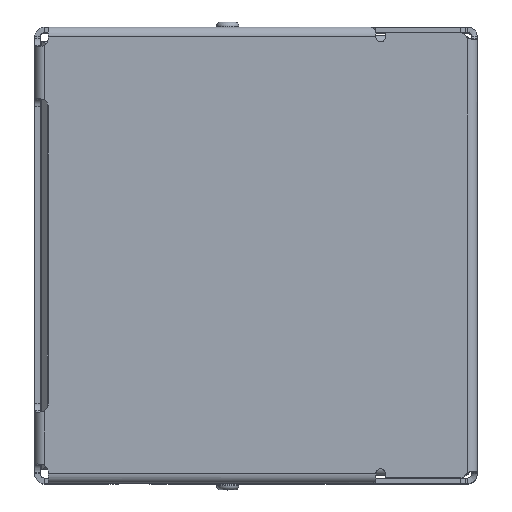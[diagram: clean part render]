
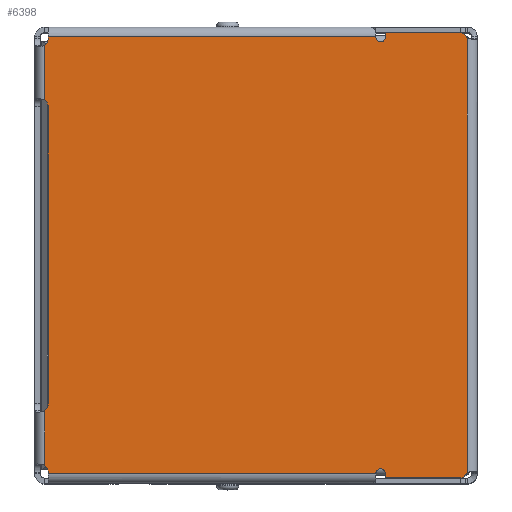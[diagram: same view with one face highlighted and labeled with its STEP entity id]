
A CAD part, top view. The second image highlights one B-rep face of the part: STEP entity #6398.
In plain terms, the highlighted planar face has unit normal (0, 0, 1).
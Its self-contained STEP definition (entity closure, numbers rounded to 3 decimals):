
#443=CARTESIAN_POINT('',(-15.2,-5.549,12.6));
#445=DIRECTION('',(0.,-1.,0.));
#446=VECTOR('',#445,1.953);
#447=CARTESIAN_POINT('',(-15.2,-5.549,12.6));
#448=LINE('',#447,#446);
#503=DIRECTION('',(0.,-1.,0.));
#504=VECTOR('',#503,1.953);
#505=CARTESIAN_POINT('',(-15.2,7.501,12.6));
#506=LINE('',#505,#504);
#531=DIRECTION('',(0.,-1.,0.));
#532=VECTOR('',#531,10.6);
#533=CARTESIAN_POINT('',(-15.068,5.3,12.6));
#534=LINE('',#533,#532);
#535=CARTESIAN_POINT('',(-15.368,5.3,12.6));
#536=DIRECTION('',(0.,0.,-1.));
#537=DIRECTION('',(0.559,0.829,0.));
#538=AXIS2_PLACEMENT_3D('',#535,#536,#537);
#540=CARTESIAN_POINT('',(-15.368,7.75,12.6));
#541=DIRECTION('',(0.,0.,-1.));
#542=DIRECTION('',(1.,0.,0.));
#543=AXIS2_PLACEMENT_3D('',#540,#541,#542);
#545=CARTESIAN_POINT('',(-3.2,7.8,12.6));
#546=DIRECTION('',(0.,0.,-1.));
#547=DIRECTION('',(1.,0.,0.));
#548=AXIS2_PLACEMENT_3D('',#545,#546,#547);
#550=CARTESIAN_POINT('',(-0.375,7.7,12.6));
#551=DIRECTION('',(0.,0.,1.));
#552=DIRECTION('',(0.839,0.544,0.));
#553=AXIS2_PLACEMENT_3D('',#550,#551,#552);
#555=CARTESIAN_POINT('',(0.086,8.,12.6));
#556=DIRECTION('',(0.,0.,-1.));
#557=DIRECTION('',(-0.619,-0.786,0.));
#558=AXIS2_PLACEMENT_3D('',#555,#556,#557);
#560=CARTESIAN_POINT('',(0.086,-8.,12.6));
#561=DIRECTION('',(0.,0.,-1.));
#562=DIRECTION('',(-0.839,0.544,0.));
#563=AXIS2_PLACEMENT_3D('',#560,#561,#562);
#565=CARTESIAN_POINT('',(-0.375,-7.7,12.6));
#566=DIRECTION('',(0.,0.,1.));
#567=DIRECTION('',(0.,-1.,0.));
#568=AXIS2_PLACEMENT_3D('',#565,#566,#567);
#570=CARTESIAN_POINT('',(-3.2,-7.8,12.6));
#571=DIRECTION('',(0.,0.,-1.));
#572=DIRECTION('',(-1.,0.,0.));
#573=AXIS2_PLACEMENT_3D('',#570,#571,#572);
#575=CARTESIAN_POINT('',(-15.368,-7.75,12.6));
#576=DIRECTION('',(0.,0.,-1.));
#577=DIRECTION('',(0.559,0.829,0.));
#578=AXIS2_PLACEMENT_3D('',#575,#576,#577);
#580=CARTESIAN_POINT('',(-15.368,-5.3,12.6));
#581=DIRECTION('',(0.,0.,-1.));
#582=DIRECTION('',(1.,0.,0.));
#583=AXIS2_PLACEMENT_3D('',#580,#581,#582);
#589=DIRECTION('',(0.,-1.,0.));
#590=VECTOR('',#589,0.05);
#591=CARTESIAN_POINT('',(-15.068,7.8,12.6));
#592=LINE('',#591,#590);
#723=DIRECTION('',(0.,-1.,0.));
#724=VECTOR('',#723,0.15);
#725=CARTESIAN_POINT('',(-3.025,7.95,12.6));
#726=LINE('',#725,#724);
#731=DIRECTION('',(1.,0.,0.));
#732=VECTOR('',#731,2.65);
#733=CARTESIAN_POINT('',(-3.025,7.95,12.6));
#734=LINE('',#733,#732);
#919=DIRECTION('',(0.,-1.,0.));
#920=VECTOR('',#919,0.05);
#921=CARTESIAN_POINT('',(-15.068,-7.75,12.6));
#922=LINE('',#921,#920);
#949=DIRECTION('',(1.,0.,0.));
#950=VECTOR('',#949,11.692);
#951=CARTESIAN_POINT('',(-15.068,-7.8,12.6));
#952=LINE('',#951,#950);
#1061=DIRECTION('',(0.,-1.,0.));
#1062=VECTOR('',#1061,0.15);
#1063=CARTESIAN_POINT('',(-3.025,-7.8,12.6));
#1064=LINE('',#1063,#1062);
#1077=DIRECTION('',(1.,0.,0.));
#1078=VECTOR('',#1077,2.65);
#1079=CARTESIAN_POINT('',(-3.025,-7.95,12.6));
#1080=LINE('',#1079,#1078);
#1127=CARTESIAN_POINT('',(-0.1,-7.764,12.6));
#1129=DIRECTION('',(0.,1.,0.));
#1130=VECTOR('',#1129,15.529);
#1131=CARTESIAN_POINT('',(-0.1,-7.764,12.6));
#1132=LINE('',#1131,#1130);
#4217=DIRECTION('',(-1.,0.,0.));
#4218=VECTOR('',#4217,11.692);
#4219=CARTESIAN_POINT('',(-3.375,7.8,12.6));
#4220=LINE('',#4219,#4218);
#4939=VERTEX_POINT('',#1127);
#4940=CARTESIAN_POINT('',(-0.1,7.764,
12.6));
#4941=VERTEX_POINT('',#4940);
#4948=CARTESIAN_POINT('',(-0.166,-7.837,12.6));
#4949=VERTEX_POINT('',#4948);
#5126=CARTESIAN_POINT('',(-15.2,-7.501,12.6));
#5127=VERTEX_POINT('',#5126);
#5128=VERTEX_POINT('',#443);
#5129=CARTESIAN_POINT('',(-15.068,-5.3,12.6));
#5130=VERTEX_POINT('',#5129);
#5131=CARTESIAN_POINT('',(-15.068,5.3,12.6));
#5132=VERTEX_POINT('',#5131);
#5133=CARTESIAN_POINT('',(-15.2,5.549,12.6));
#5134=VERTEX_POINT('',#5133);
#5135=CARTESIAN_POINT('',(-15.2,7.501,12.6));
#5136=VERTEX_POINT('',#5135);
#5137=CARTESIAN_POINT('',(-15.068,7.75,12.6));
#5138=VERTEX_POINT('',#5137);
#5139=CARTESIAN_POINT('',(-15.068,7.8,12.6));
#5140=VERTEX_POINT('',#5139);
#5141=CARTESIAN_POINT('',(-3.375,7.8,12.6));
#5142=VERTEX_POINT('',#5141);
#5143=CARTESIAN_POINT('',(-3.025,7.8,12.6));
#5144=VERTEX_POINT('',#5143);
#5145=CARTESIAN_POINT('',(-3.025,7.95,12.6));
#5146=VERTEX_POINT('',#5145);
#5147=CARTESIAN_POINT('',(-0.375,7.95,12.6));
#5148=VERTEX_POINT('',#5147);
#5149=CARTESIAN_POINT('',(-0.166,7.836,12.6));
#5150=VERTEX_POINT('',#5149);
#5151=CARTESIAN_POINT('',(-0.375,-7.95,12.6));
#5152=VERTEX_POINT('',#5151);
#5153=CARTESIAN_POINT('',(-3.025,-7.95,12.6));
#5154=VERTEX_POINT('',#5153);
#5155=CARTESIAN_POINT('',(-3.025,-7.8,12.6));
#5156=VERTEX_POINT('',#5155);
#5157=CARTESIAN_POINT('',(-3.375,-7.8,12.6));
#5158=VERTEX_POINT('',#5157);
#5159=CARTESIAN_POINT('',(-15.068,-7.8,12.6));
#5160=VERTEX_POINT('',#5159);
#5161=CARTESIAN_POINT('',(-15.068,-7.75,12.6));
#5162=VERTEX_POINT('',#5161);
#6352=CARTESIAN_POINT('',(-7.65,0.,12.6));
#6353=DIRECTION('',(0.,0.,1.));
#6354=DIRECTION('',(-1.,0.,0.));
#6355=AXIS2_PLACEMENT_3D('',#6352,#6353,#6354);
#6356=PLANE('',#6355);
#6357=ORIENTED_EDGE('',*,*,#6230,.F.);
#6358=ORIENTED_EDGE('',*,*,#6245,.F.);
#6359=ORIENTED_EDGE('',*,*,#6343,.F.);
#6361=ORIENTED_EDGE('',*,*,#6360,.F.);
#6363=ORIENTED_EDGE('',*,*,#6362,.F.);
#6365=ORIENTED_EDGE('',*,*,#6364,.F.);
#6367=ORIENTED_EDGE('',*,*,#6366,.F.);
#6369=ORIENTED_EDGE('',*,*,#6368,.F.);
#6371=ORIENTED_EDGE('',*,*,#6370,.T.);
#6373=ORIENTED_EDGE('',*,*,#6372,.F.);
#6375=ORIENTED_EDGE('',*,*,#6374,.F.);
#6377=ORIENTED_EDGE('',*,*,#6376,.F.);
#6379=ORIENTED_EDGE('',*,*,#6378,.F.);
#6381=ORIENTED_EDGE('',*,*,#6380,.F.);
#6383=ORIENTED_EDGE('',*,*,#6382,.F.);
#6385=ORIENTED_EDGE('',*,*,#6384,.F.);
#6387=ORIENTED_EDGE('',*,*,#6386,.F.);
#6389=ORIENTED_EDGE('',*,*,#6388,.F.);
#6391=ORIENTED_EDGE('',*,*,#6390,.F.);
#6393=ORIENTED_EDGE('',*,*,#6392,.F.);
#6394=ORIENTED_EDGE('',*,*,#6155,.F.);
#6395=ORIENTED_EDGE('',*,*,#6215,.F.);
#6396=EDGE_LOOP('',(#6357,#6358,#6359,#6361,#6363,#6365,#6367,#6369,#6371,#6373,
#6375,#6377,#6379,#6381,#6383,#6385,#6387,#6389,#6391,#6393,#6394,#6395));
#6397=FACE_OUTER_BOUND('',#6396,.F.);
#6398=ADVANCED_FACE('',(#6397),#6356,.T.);
#539=CIRCLE('',#538,0.3);
#544=CIRCLE('',#543,0.3);
#549=CIRCLE('',#548,0.175);
#554=CIRCLE('',#553,0.25);
#559=CIRCLE('',#558,0.3);
#564=CIRCLE('',#563,0.3);
#569=CIRCLE('',#568,0.25);
#574=CIRCLE('',#573,0.175);
#579=CIRCLE('',#578,0.3);
#584=CIRCLE('',#583,0.3);
#6155=EDGE_CURVE('',#5128,#5127,#448,.T.);
#6215=EDGE_CURVE('',#5130,#5128,#584,.T.);
#6230=EDGE_CURVE('',#5132,#5130,#534,.T.);
#6245=EDGE_CURVE('',#5134,#5132,#539,.T.);
#6343=EDGE_CURVE('',#5136,#5134,#506,.T.);
#6360=EDGE_CURVE('',#5138,#5136,#544,.T.);
#6362=EDGE_CURVE('',#5140,#5138,#592,.T.);
#6364=EDGE_CURVE('',#5142,#5140,#4220,.T.);
#6366=EDGE_CURVE('',#5144,#5142,#549,.T.);
#6368=EDGE_CURVE('',#5146,#5144,#726,.T.);
#6370=EDGE_CURVE('',#5146,#5148,#734,.T.);
#6372=EDGE_CURVE('',#5150,#5148,#554,.T.);
#6374=EDGE_CURVE('',#4941,#5150,#559,.T.);
#6376=EDGE_CURVE('',#4939,#4941,#1132,.T.);
#6378=EDGE_CURVE('',#4949,#4939,#564,.T.);
#6380=EDGE_CURVE('',#5152,#4949,#569,.T.);
#6382=EDGE_CURVE('',#5154,#5152,#1080,.T.);
#6384=EDGE_CURVE('',#5156,#5154,#1064,.T.);
#6386=EDGE_CURVE('',#5158,#5156,#574,.T.);
#6388=EDGE_CURVE('',#5160,#5158,#952,.T.);
#6390=EDGE_CURVE('',#5162,#5160,#922,.T.);
#6392=EDGE_CURVE('',#5127,#5162,#579,.T.);
